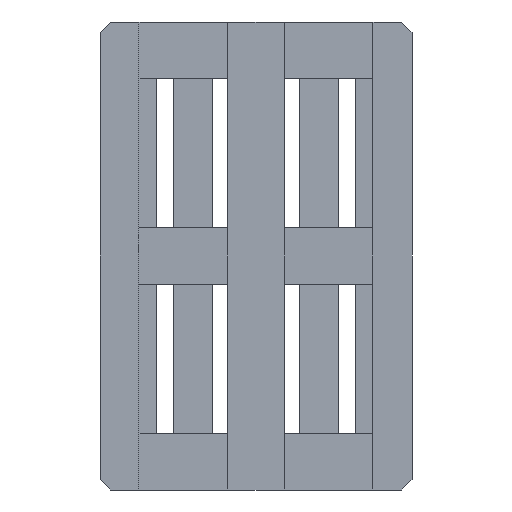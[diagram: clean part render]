
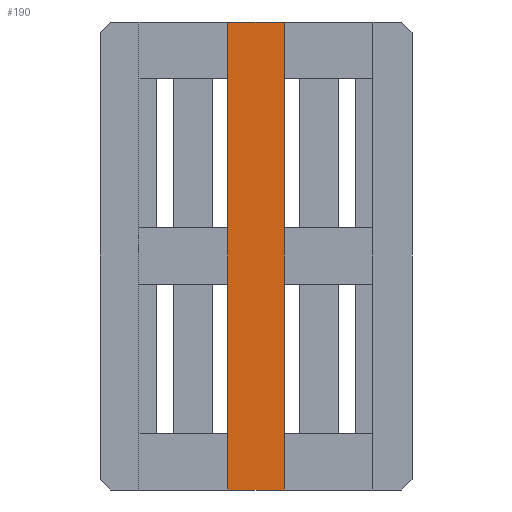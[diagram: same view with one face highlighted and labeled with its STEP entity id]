
A CAD part, front view. The second image highlights one B-rep face of the part: STEP entity #190.
In plain terms, the highlighted planar face has unit normal (0, -1, 0).
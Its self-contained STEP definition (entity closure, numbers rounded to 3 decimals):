
#190=ADVANCED_FACE('',(#393),#394,.F.);
#393=FACE_OUTER_BOUND('',#602,.T.);
#394=PLANE('',#603);
#602=EDGE_LOOP('',(#1287,#1288,#1289,#1290));
#603=AXIS2_PLACEMENT_3D('',#1291,#1292,#1293);
#1287=ORIENTED_EDGE('',*,*,#1731,.T.);
#1288=ORIENTED_EDGE('',*,*,#1507,.F.);
#1289=ORIENTED_EDGE('',*,*,#1741,.F.);
#1290=ORIENTED_EDGE('',*,*,#1470,.F.);
#1291=CARTESIAN_POINT('',(0.0,0.0,0.0));
#1292=DIRECTION('',(0.0,1.0,0.0));
#1293=DIRECTION('',(0.0,0.0,1.0));
#1470=EDGE_CURVE('',#1824,#1826,#1827,.T.);
#1507=EDGE_CURVE('',#1892,#1894,#1895,.T.);
#1731=EDGE_CURVE('',#1824,#1894,#2237,.T.);
#1741=EDGE_CURVE('',#1826,#1892,#2247,.T.);
#1824=VERTEX_POINT('',#2355);
#1826=VERTEX_POINT('',#2358);
#1827=LINE('',#2359,#2360);
#1892=VERTEX_POINT('',#2457);
#1894=VERTEX_POINT('',#2460);
#1895=LINE('',#2461,#2462);
#2237=LINE('',#2984,#2985);
#2247=LINE('',#3001,#3002);
#2355=CARTESIAN_POINT('',(-72.5,0.0,600.0));
#2358=CARTESIAN_POINT('',(72.5,0.0,600.0));
#2359=CARTESIAN_POINT('',(0.0,0.0,600.0));
#2360=VECTOR('',#3074,1.0);
#2457=CARTESIAN_POINT('',(72.5,0.0,-600.0));
#2460=CARTESIAN_POINT('',(-72.5,0.0,-600.0));
#2461=CARTESIAN_POINT('',(0.0,0.0,-600.0));
#2462=VECTOR('',#3108,1.0);
#2984=CARTESIAN_POINT('',(-72.5,0.0,0.0));
#2985=VECTOR('',#3289,1.0);
#3001=CARTESIAN_POINT('',(72.5,0.0,0.0));
#3002=VECTOR('',#3296,1.0);
#3074=DIRECTION('',(1.0,0.0,0.0));
#3108=DIRECTION('',(-1.0,0.0,0.0));
#3289=DIRECTION('',(0.0,0.0,-1.0));
#3296=DIRECTION('',(0.0,0.0,-1.0));
